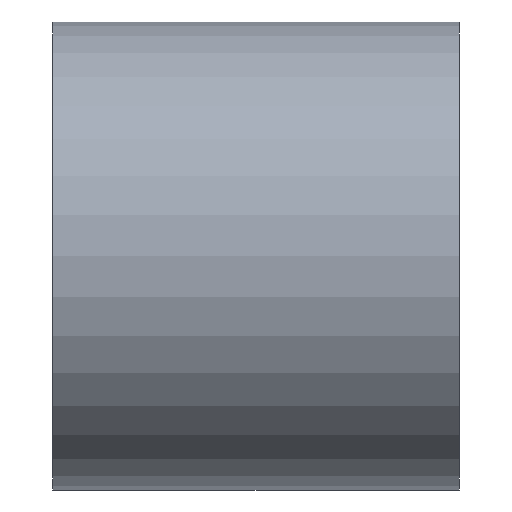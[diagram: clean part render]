
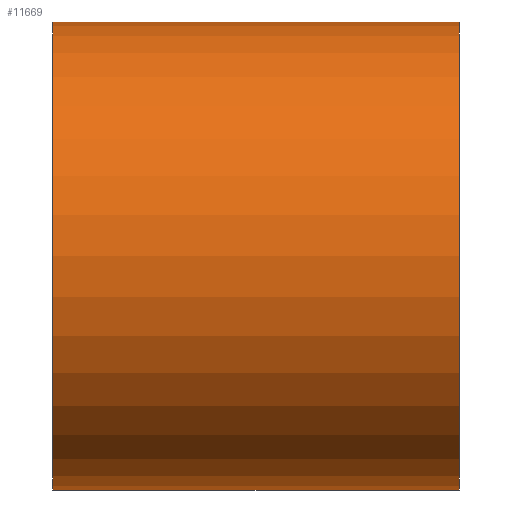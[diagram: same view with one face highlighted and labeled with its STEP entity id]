
A CAD part, left-side view. The second image highlights one B-rep face of the part: STEP entity #11669.
In plain terms, the highlighted cylindrical face has radius 23 mm (diameter 46 mm), a partial arc.
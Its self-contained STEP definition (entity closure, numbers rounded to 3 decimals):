
#205 = VECTOR ( 'NONE', #2596, 1000. ) ;
#674 = CARTESIAN_POINT ( 'NONE',  ( 0., 40., -23. ) ) ;
#821 = CARTESIAN_POINT ( 'NONE',  ( 0., 40., 23. ) ) ;
#945 = VERTEX_POINT ( 'NONE', #1931 ) ;
#957 = CIRCLE ( 'NONE', #8478, 23. ) ;
#1228 = CARTESIAN_POINT ( 'NONE',  ( 0., 40., -23. ) ) ;
#1472 = CARTESIAN_POINT ( 'NONE',  ( 0., 0., 0. ) ) ;
#1505 = DIRECTION ( 'NONE',  ( 0., 0., 1. ) ) ;
#1508 = CARTESIAN_POINT ( 'NONE',  ( 0., 0., -23. ) ) ;
#1635 = FACE_OUTER_BOUND ( 'NONE', #8250, .T. ) ;
#1783 = ORIENTED_EDGE ( 'NONE', *, *, #12658, .T. ) ;
#1931 = CARTESIAN_POINT ( 'NONE',  ( 0., 0., 23. ) ) ;
#2088 = AXIS2_PLACEMENT_3D ( 'NONE', #11570, #12703, #11609 ) ;
#2365 = VERTEX_POINT ( 'NONE', #1228 ) ;
#2596 = DIRECTION ( 'NONE',  ( 0., -1., 0. ) ) ;
#2981 = LINE ( 'NONE', #674, #205 ) ;
#5042 = ORIENTED_EDGE ( 'NONE', *, *, #9663, .T. ) ;
#6341 = EDGE_CURVE ( 'NONE', #2365, #6475, #9023, .T. ) ;
#6475 = VERTEX_POINT ( 'NONE', #821 ) ;
#6773 = DIRECTION ( 'NONE',  ( 0., 1., 0. ) ) ;
#6948 = AXIS2_PLACEMENT_3D ( 'NONE', #8899, #6773, #1505 ) ;
#7238 = LINE ( 'NONE', #9104, #10952 ) ;
#7788 = EDGE_CURVE ( 'NONE', #6475, #945, #7238, .T. ) ;
#8250 = EDGE_LOOP ( 'NONE', ( #10701, #12499, #5042, #1783 ) ) ;
#8478 = AXIS2_PLACEMENT_3D ( 'NONE', #1472, #9697, #8714 ) ;
#8601 = CYLINDRICAL_SURFACE ( 'NONE', #2088, 23. ) ;
#8714 = DIRECTION ( 'NONE',  ( 0., 0., 1. ) ) ;
#8899 = CARTESIAN_POINT ( 'NONE',  ( 0., 40., 0. ) ) ;
#9023 = CIRCLE ( 'NONE', #6948, 23. ) ;
#9104 = CARTESIAN_POINT ( 'NONE',  ( 0., 40., 23. ) ) ;
#9663 = EDGE_CURVE ( 'NONE', #2365, #12661, #2981, .T. ) ;
#9697 = DIRECTION ( 'NONE',  ( 0., 1., 0. ) ) ;
#10701 = ORIENTED_EDGE ( 'NONE', *, *, #7788, .F. ) ;
#10952 = VECTOR ( 'NONE', #11101, 1000. ) ;
#11101 = DIRECTION ( 'NONE',  ( 0., -1., 0. ) ) ;
#11570 = CARTESIAN_POINT ( 'NONE',  ( 0., 40., 0. ) ) ;
#11609 = DIRECTION ( 'NONE',  ( 0., 0., -1. ) ) ;
#11669 = ADVANCED_FACE ( 'NONE', ( #1635 ), #8601, .T. ) ;
#12499 = ORIENTED_EDGE ( 'NONE', *, *, #6341, .F. ) ;
#12658 = EDGE_CURVE ( 'NONE', #12661, #945, #957, .T. ) ;
#12661 = VERTEX_POINT ( 'NONE', #1508 ) ;
#12703 = DIRECTION ( 'NONE',  ( 0., -1., 0. ) ) ;
